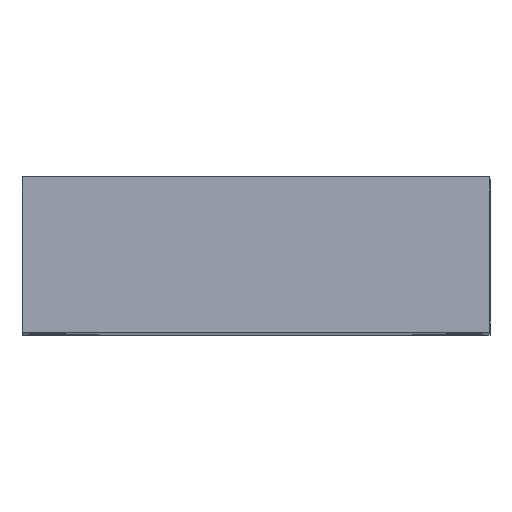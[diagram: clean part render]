
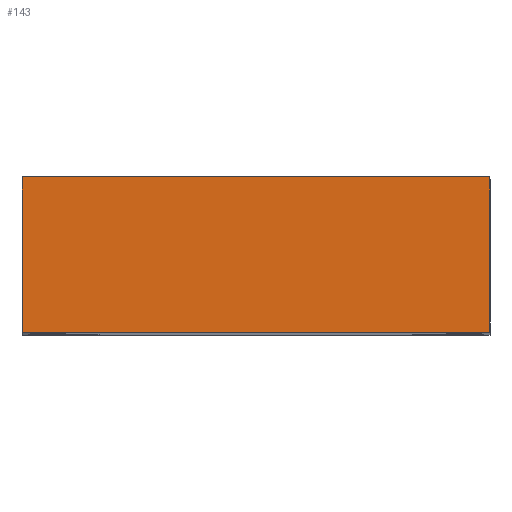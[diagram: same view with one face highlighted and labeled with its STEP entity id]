
A CAD part, top view. The second image highlights one B-rep face of the part: STEP entity #143.
In plain terms, the highlighted planar face has unit normal (0, 0, 1).
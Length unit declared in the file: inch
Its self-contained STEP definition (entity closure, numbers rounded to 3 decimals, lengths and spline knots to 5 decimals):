
#17=FACE_OUTER_BOUND('',#25,.T.);
#25=EDGE_LOOP('',(#105,#106,#107,#108));
#37=LINE('',#230,#55);
#38=LINE('',#233,#56);
#39=LINE('',#235,#57);
#40=LINE('',#236,#58);
#55=VECTOR('',#191,0.3937);
#56=VECTOR('',#194,0.3937);
#57=VECTOR('',#195,0.3937);
#58=VECTOR('',#196,0.3937);
#71=VERTEX_POINT('',#226);
#72=VERTEX_POINT('',#228);
#73=VERTEX_POINT('',#232);
#74=VERTEX_POINT('',#234);
#85=EDGE_CURVE('',#71,#72,#37,.T.);
#86=EDGE_CURVE('',#73,#71,#38,.T.);
#87=EDGE_CURVE('',#74,#72,#39,.T.);
#88=EDGE_CURVE('',#73,#74,#40,.T.);
#105=ORIENTED_EDGE('',*,*,#86,.T.);
#106=ORIENTED_EDGE('',*,*,#85,.T.);
#107=ORIENTED_EDGE('',*,*,#87,.F.);
#108=ORIENTED_EDGE('',*,*,#88,.F.);
#135=PLANE('',#173);
#143=ADVANCED_FACE('',(#17),#135,.T.);
#173=AXIS2_PLACEMENT_3D('',#231,#192,#193);
#191=DIRECTION('',(0.,1.,0.));
#192=DIRECTION('center_axis',(0.,0.,1.));
#193=DIRECTION('ref_axis',(1.,0.,0.));
#194=DIRECTION('',(1.,0.,0.));
#195=DIRECTION('',(1.,0.,0.));
#196=DIRECTION('',(0.,1.,0.));
#226=CARTESIAN_POINT('',(0.12495,0.,1.00001));
#228=CARTESIAN_POINT('',(0.12495,0.25,1.00001));
#230=CARTESIAN_POINT('',(0.12495,0.,1.00001));
#231=CARTESIAN_POINT('Origin',(-0.62505,0.,1.00001));
#232=CARTESIAN_POINT('',(-0.62505,0.,1.00001));
#233=CARTESIAN_POINT('',(-0.62505,0.,1.00001));
#234=CARTESIAN_POINT('',(-0.62505,0.25,1.00001));
#235=CARTESIAN_POINT('',(-0.62505,0.25,1.00001));
#236=CARTESIAN_POINT('',(-0.62505,0.,1.00001));
